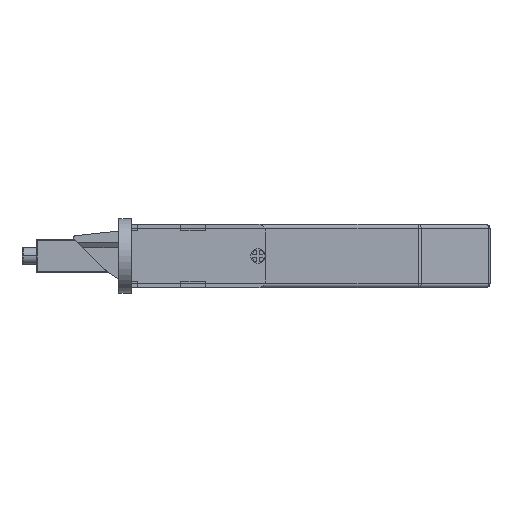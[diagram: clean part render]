
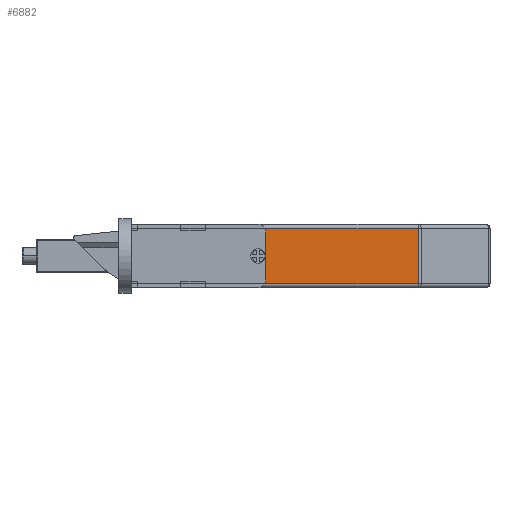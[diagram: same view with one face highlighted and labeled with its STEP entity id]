
A CAD part, front view. The second image highlights one B-rep face of the part: STEP entity #6882.
In plain terms, the highlighted planar face has unit normal (0, -1, 0).
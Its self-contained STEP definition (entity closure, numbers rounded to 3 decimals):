
#20 = VECTOR ( 'NONE', #7991, 1000. ) ;
#237 = VERTEX_POINT ( 'NONE', #5246 ) ;
#288 = DIRECTION ( 'NONE',  ( 1., 0., 0. ) ) ;
#720 = FACE_BOUND ( 'NONE', #5663, .T. ) ;
#764 = LINE ( 'NONE', #10541, #5884 ) ;
#917 = CARTESIAN_POINT ( 'NONE',  ( 44.75, -14.7, 6. ) ) ;
#1156 = VECTOR ( 'NONE', #2119, 1000. ) ;
#1388 = LINE ( 'NONE', #10366, #20 ) ;
#1467 = AXIS2_PLACEMENT_3D ( 'NONE', #3485, #9964, #8295 ) ;
#1560 = CARTESIAN_POINT ( 'NONE',  ( 83.586, -14.7, -0.75 ) ) ;
#1623 = DIRECTION ( 'NONE',  ( 1., 0., 0. ) ) ;
#1821 = EDGE_CURVE ( 'NONE', #5048, #1960, #2795, .T. ) ;
#1960 = VERTEX_POINT ( 'NONE', #7699 ) ;
#2011 = VERTEX_POINT ( 'NONE', #2416 ) ;
#2056 = EDGE_CURVE ( 'NONE', #3711, #2011, #764, .T. ) ;
#2079 = CARTESIAN_POINT ( 'NONE',  ( 44.75, -14.7, 7.75 ) ) ;
#2119 = DIRECTION ( 'NONE',  ( 0., 0., 1. ) ) ;
#2212 = FACE_OUTER_BOUND ( 'NONE', #4834, .T. ) ;
#2416 = CARTESIAN_POINT ( 'NONE',  ( 83.586, -14.7, 12.75 ) ) ;
#2689 = LINE ( 'NONE', #9272, #6663 ) ;
#2795 = CIRCLE ( 'NONE', #1467, 1.75 ) ;
#2877 = AXIS2_PLACEMENT_3D ( 'NONE', #4708, #7273, #1623 ) ;
#2912 = LINE ( 'NONE', #9442, #1156 ) ;
#3196 = ORIENTED_EDGE ( 'NONE', *, *, #1821, .F. ) ;
#3419 = DIRECTION ( 'NONE',  ( 0., -1., 0. ) ) ;
#3469 = DIRECTION ( 'NONE',  ( 0., 0., -1. ) ) ;
#3485 = CARTESIAN_POINT ( 'NONE',  ( 44.75, -14.7, 6. ) ) ;
#3711 = VERTEX_POINT ( 'NONE', #1560 ) ;
#4099 = AXIS2_PLACEMENT_3D ( 'NONE', #917, #3419, #3469 ) ;
#4192 = EDGE_CURVE ( 'NONE', #2011, #10562, #1388, .T. ) ;
#4708 = CARTESIAN_POINT ( 'NONE',  ( 14., -14.7, -1.75 ) ) ;
#4834 = EDGE_LOOP ( 'NONE', ( #6405, #8933, #8749, #9069 ) ) ;
#5048 = VERTEX_POINT ( 'NONE', #2079 ) ;
#5246 = CARTESIAN_POINT ( 'NONE',  ( 14., -14.7, -0.75 ) ) ;
#5663 = EDGE_LOOP ( 'NONE', ( #7634, #3196 ) ) ;
#5797 = CIRCLE ( 'NONE', #4099, 1.75 ) ;
#5884 = VECTOR ( 'NONE', #8119, 1000. ) ;
#6405 = ORIENTED_EDGE ( 'NONE', *, *, #8379, .F. ) ;
#6663 = VECTOR ( 'NONE', #288, 1000. ) ;
#6882 = ADVANCED_FACE ( 'NONE', ( #720, #2212 ), #10497, .T. ) ;
#7273 = DIRECTION ( 'NONE',  ( 0., -1., 0. ) ) ;
#7634 = ORIENTED_EDGE ( 'NONE', *, *, #10556, .F. ) ;
#7699 = CARTESIAN_POINT ( 'NONE',  ( 44.75, -14.7, 4.25 ) ) ;
#7991 = DIRECTION ( 'NONE',  ( -1., 0., 0. ) ) ;
#8119 = DIRECTION ( 'NONE',  ( 0., 0., 1. ) ) ;
#8146 = EDGE_CURVE ( 'NONE', #237, #3711, #2689, .T. ) ;
#8295 = DIRECTION ( 'NONE',  ( 0., 0., -1. ) ) ;
#8379 = EDGE_CURVE ( 'NONE', #237, #10562, #2912, .T. ) ;
#8749 = ORIENTED_EDGE ( 'NONE', *, *, #2056, .T. ) ;
#8933 = ORIENTED_EDGE ( 'NONE', *, *, #8146, .T. ) ;
#9069 = ORIENTED_EDGE ( 'NONE', *, *, #4192, .T. ) ;
#9272 = CARTESIAN_POINT ( 'NONE',  ( 84., -14.7, -0.75 ) ) ;
#9442 = CARTESIAN_POINT ( 'NONE',  ( 14., -14.7, -1.75 ) ) ;
#9964 = DIRECTION ( 'NONE',  ( 0., -1., 0. ) ) ;
#9998 = CARTESIAN_POINT ( 'NONE',  ( 14., -14.7, 12.75 ) ) ;
#10366 = CARTESIAN_POINT ( 'NONE',  ( 14., -14.7, 12.75 ) ) ;
#10497 = PLANE ( 'NONE',  #2877 ) ;
#10541 = CARTESIAN_POINT ( 'NONE',  ( 83.586, -14.7, -1.75 ) ) ;
#10556 = EDGE_CURVE ( 'NONE', #1960, #5048, #5797, .T. ) ;
#10562 = VERTEX_POINT ( 'NONE', #9998 ) ;
